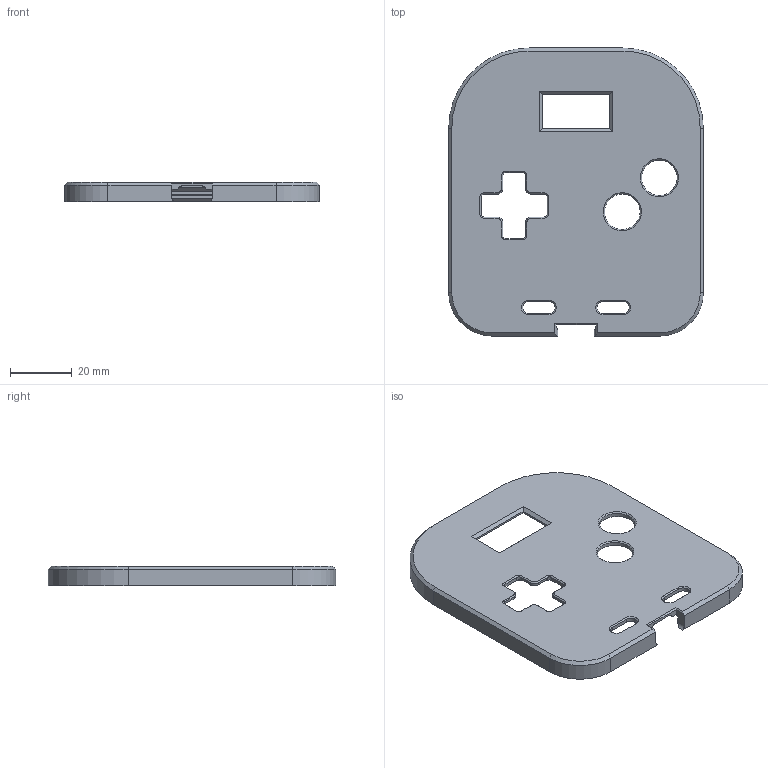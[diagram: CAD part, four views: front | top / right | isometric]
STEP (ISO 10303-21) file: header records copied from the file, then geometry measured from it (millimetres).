
FILE_DESCRIPTION(('FreeCAD Model'),'2;1');
FILE_NAME( 'deckel_v1.step', '2021-04-29T18:39:21',('Author'),(''), 'Open CASCADE STEP processor 7.3','FreeCAD','Unknown');
FILE_SCHEMA(('AUTOMOTIVE_DESIGN { 1 0 10303 214 1 1 1 1 }'));
Length unit declared in the file: millimetre
Products named in the file (1): Pocket008
Bounding box: 82.4 x 93.2 x 6.4 mm (x, y, z)
Volume: 14526.9 mm3; surface area: 16122.9 mm2
Topology: 1 solids, 1 shells, 200 faces, 488 edges, 286 vertices
Faces by surface type: plane 122, cylinder 40, cone 38
Full cylindrical faces by diameter (mm): 11.5 x2
Entity records: 12016 total; most frequent: CARTESIAN_POINT 2471, DIRECTION 1711, ORIENTED_EDGE 976, PCURVE 976, DEFINITIONAL_REPRESENTATION 976, LINE 954, VECTOR 954, EDGE_CURVE 488
